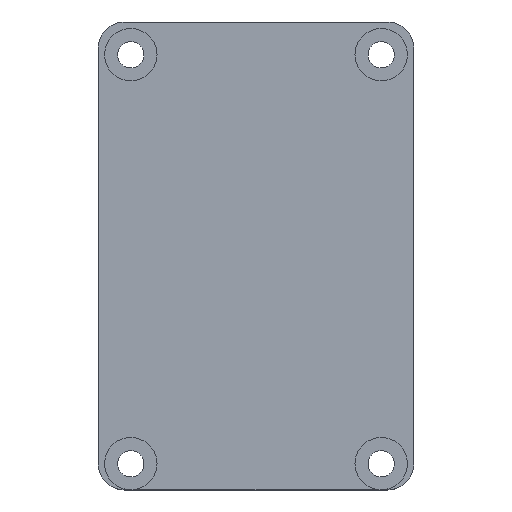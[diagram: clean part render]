
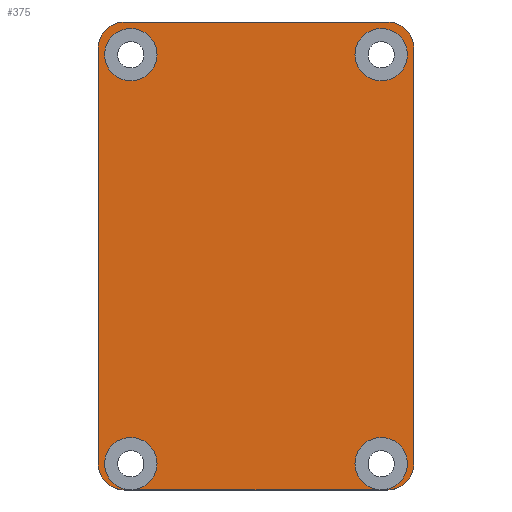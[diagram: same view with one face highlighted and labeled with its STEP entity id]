
A CAD part, top view. The second image highlights one B-rep face of the part: STEP entity #375.
In plain terms, the highlighted planar face has unit normal (0, 0, 1).
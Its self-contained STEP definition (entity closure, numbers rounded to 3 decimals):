
#16=FACE_BOUND('',#65,.T.);
#17=FACE_BOUND('',#66,.T.);
#26=PLANE('',#422);
#41=FACE_OUTER_BOUND('',#64,.T.);
#64=EDGE_LOOP('',(#276,#277,#278,#279,#280,#281,#282,#283,#284,#285,#286,
#287,#288,#289));
#65=EDGE_LOOP('',(#290));
#66=EDGE_LOOP('',(#291));
#94=LINE('',#615,#120);
#95=LINE('',#617,#121);
#96=LINE('',#622,#122);
#97=LINE('',#626,#123);
#98=LINE('',#630,#124);
#99=LINE('',#633,#125);
#120=VECTOR('',#498,10.);
#121=VECTOR('',#499,10.);
#122=VECTOR('',#504,10.);
#123=VECTOR('',#507,10.);
#124=VECTOR('',#510,10.);
#125=VECTOR('',#513,10.);
#150=CIRCLE('',#419,2.);
#151=CIRCLE('',#420,2.);
#152=CIRCLE('',#423,2.);
#153=CIRCLE('',#424,2.);
#154=CIRCLE('',#425,2.);
#155=CIRCLE('',#426,2.);
#156=CIRCLE('',#427,2.);
#157=CIRCLE('',#428,2.);
#158=CIRCLE('',#429,2.);
#159=CIRCLE('',#430,2.);
#176=VERTEX_POINT('',#605);
#177=VERTEX_POINT('',#607);
#178=VERTEX_POINT('',#612);
#179=VERTEX_POINT('',#613);
#180=VERTEX_POINT('',#616);
#181=VERTEX_POINT('',#618);
#182=VERTEX_POINT('',#621);
#183=VERTEX_POINT('',#623);
#184=VERTEX_POINT('',#625);
#185=VERTEX_POINT('',#627);
#186=VERTEX_POINT('',#629);
#187=VERTEX_POINT('',#631);
#188=VERTEX_POINT('',#634);
#189=VERTEX_POINT('',#636);
#215=EDGE_CURVE('',#177,#176,#150,.T.);
#216=EDGE_CURVE('',#176,#177,#151,.T.);
#217=EDGE_CURVE('',#178,#179,#152,.T.);
#218=EDGE_CURVE('',#179,#177,#94,.T.);
#219=EDGE_CURVE('',#177,#180,#95,.T.);
#220=EDGE_CURVE('',#180,#181,#153,.T.);
#221=EDGE_CURVE('',#181,#180,#154,.T.);
#222=EDGE_CURVE('',#180,#182,#96,.T.);
#223=EDGE_CURVE('',#182,#183,#155,.T.);
#224=EDGE_CURVE('',#183,#184,#97,.T.);
#225=EDGE_CURVE('',#184,#185,#156,.T.);
#226=EDGE_CURVE('',#185,#186,#98,.T.);
#227=EDGE_CURVE('',#186,#187,#157,.T.);
#228=EDGE_CURVE('',#187,#178,#99,.T.);
#229=EDGE_CURVE('',#188,#188,#158,.T.);
#230=EDGE_CURVE('',#189,#189,#159,.T.);
#276=ORIENTED_EDGE('',*,*,#217,.T.);
#277=ORIENTED_EDGE('',*,*,#218,.T.);
#278=ORIENTED_EDGE('',*,*,#215,.T.);
#279=ORIENTED_EDGE('',*,*,#216,.T.);
#280=ORIENTED_EDGE('',*,*,#219,.T.);
#281=ORIENTED_EDGE('',*,*,#220,.T.);
#282=ORIENTED_EDGE('',*,*,#221,.T.);
#283=ORIENTED_EDGE('',*,*,#222,.T.);
#284=ORIENTED_EDGE('',*,*,#223,.T.);
#285=ORIENTED_EDGE('',*,*,#224,.T.);
#286=ORIENTED_EDGE('',*,*,#225,.T.);
#287=ORIENTED_EDGE('',*,*,#226,.T.);
#288=ORIENTED_EDGE('',*,*,#227,.T.);
#289=ORIENTED_EDGE('',*,*,#228,.T.);
#290=ORIENTED_EDGE('',*,*,#229,.T.);
#291=ORIENTED_EDGE('',*,*,#230,.T.);
#375=ADVANCED_FACE('',(#41,#16,#17),#26,.T.);
#419=AXIS2_PLACEMENT_3D('',#608,#488,#489);
#420=AXIS2_PLACEMENT_3D('',#609,#490,#491);
#422=AXIS2_PLACEMENT_3D('',#611,#494,#495);
#423=AXIS2_PLACEMENT_3D('',#614,#496,#497);
#424=AXIS2_PLACEMENT_3D('',#619,#500,#501);
#425=AXIS2_PLACEMENT_3D('',#620,#502,#503);
#426=AXIS2_PLACEMENT_3D('',#624,#505,#506);
#427=AXIS2_PLACEMENT_3D('',#628,#508,#509);
#428=AXIS2_PLACEMENT_3D('',#632,#511,#512);
#429=AXIS2_PLACEMENT_3D('',#635,#514,#515);
#430=AXIS2_PLACEMENT_3D('',#637,#516,#517);
#488=DIRECTION('center_axis',(0.,0.,-1.));
#489=DIRECTION('ref_axis',(1.,0.,0.));
#490=DIRECTION('center_axis',(0.,0.,-1.));
#491=DIRECTION('ref_axis',(1.,0.,0.));
#494=DIRECTION('center_axis',(0.,0.,1.));
#495=DIRECTION('ref_axis',(1.,0.,0.));
#496=DIRECTION('center_axis',(0.,0.,1.));
#497=DIRECTION('ref_axis',(-1.,0.,0.));
#498=DIRECTION('',(1.,0.,0.));
#499=DIRECTION('',(1.,0.,0.));
#500=DIRECTION('center_axis',(0.,0.,-1.));
#501=DIRECTION('ref_axis',(1.,0.,0.));
#502=DIRECTION('center_axis',(0.,0.,-1.));
#503=DIRECTION('ref_axis',(1.,0.,0.));
#504=DIRECTION('',(1.,0.,0.));
#505=DIRECTION('center_axis',(0.,0.,1.));
#506=DIRECTION('ref_axis',(0.,-1.,0.));
#507=DIRECTION('',(0.,1.,0.));
#508=DIRECTION('center_axis',(0.,0.,1.));
#509=DIRECTION('ref_axis',(1.,0.,0.));
#510=DIRECTION('',(-1.,0.,0.));
#511=DIRECTION('center_axis',(0.,0.,1.));
#512=DIRECTION('ref_axis',(0.,1.,0.));
#513=DIRECTION('',(0.,-1.,0.));
#514=DIRECTION('center_axis',(0.,0.,-1.));
#515=DIRECTION('ref_axis',(1.,0.,0.));
#516=DIRECTION('center_axis',(0.,0.,-1.));
#517=DIRECTION('ref_axis',(1.,0.,0.));
#605=CARTESIAN_POINT('',(0.5,2.,2.));
#607=CARTESIAN_POINT('',(2.5,0.,2.));
#608=CARTESIAN_POINT('Origin',(2.5,2.,2.));
#609=CARTESIAN_POINT('Origin',(2.5,2.,2.));
#611=CARTESIAN_POINT('Origin',(12.05,17.85,2.));
#612=CARTESIAN_POINT('',(0.,2.,2.));
#613=CARTESIAN_POINT('',(2.,0.,2.));
#614=CARTESIAN_POINT('Origin',(2.,2.,2.));
#615=CARTESIAN_POINT('',(2.,0.,2.));
#616=CARTESIAN_POINT('',(21.6,0.,2.));
#617=CARTESIAN_POINT('',(2.,0.,2.));
#618=CARTESIAN_POINT('',(19.6,2.,2.));
#619=CARTESIAN_POINT('Origin',(21.6,2.,2.));
#620=CARTESIAN_POINT('Origin',(21.6,2.,2.));
#621=CARTESIAN_POINT('',(22.1,0.,2.));
#622=CARTESIAN_POINT('',(2.,0.,2.));
#623=CARTESIAN_POINT('',(24.1,2.,2.));
#624=CARTESIAN_POINT('Origin',(22.1,2.,2.));
#625=CARTESIAN_POINT('',(24.1,33.7,2.));
#626=CARTESIAN_POINT('',(24.1,2.,2.));
#627=CARTESIAN_POINT('',(22.1,35.7,2.));
#628=CARTESIAN_POINT('Origin',(22.1,33.7,2.));
#629=CARTESIAN_POINT('',(2.,35.7,2.));
#630=CARTESIAN_POINT('',(22.1,35.7,2.));
#631=CARTESIAN_POINT('',(0.,33.7,2.));
#632=CARTESIAN_POINT('Origin',(2.,33.7,2.));
#633=CARTESIAN_POINT('',(0.,33.7,2.));
#634=CARTESIAN_POINT('',(19.6,33.2,2.));
#635=CARTESIAN_POINT('Origin',(21.6,33.2,2.));
#636=CARTESIAN_POINT('',(0.5,33.2,2.));
#637=CARTESIAN_POINT('Origin',(2.5,33.2,2.));
